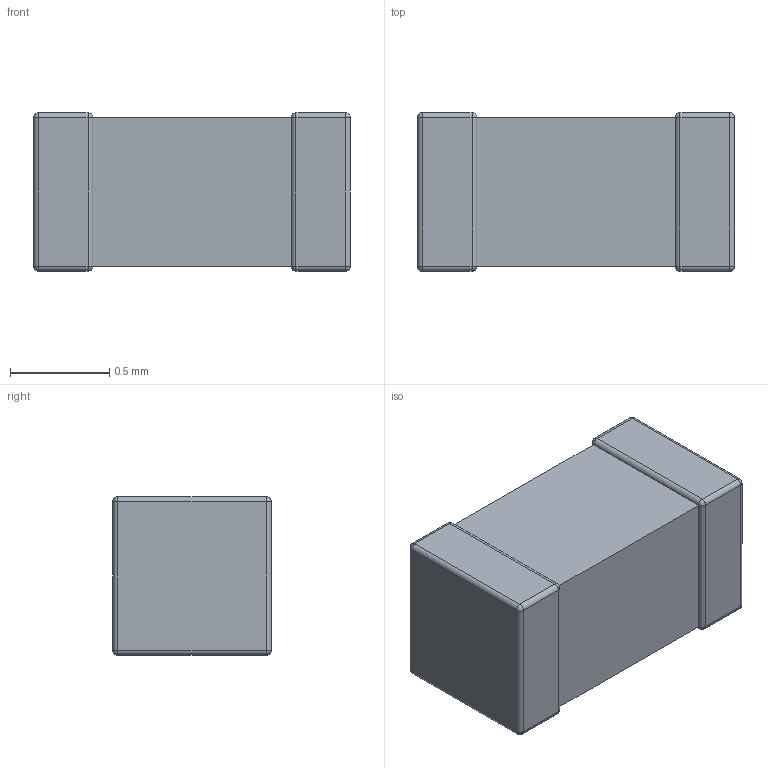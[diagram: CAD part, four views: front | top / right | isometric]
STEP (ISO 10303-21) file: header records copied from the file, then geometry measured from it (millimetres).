
FILE_DESCRIPTION(('STEP AP214'),'1');
FILE_NAME('Inductor 0603.STEP','2021-08-25T17:12:30',(' '),(' '),'Spatial InterOp 3D',' ',' ');
FILE_SCHEMA(('AUTOMOTIVE_DESIGN { 1 0 10303 214 1 1 1 1 }'));
Length unit declared in the file: metre
Products named in the file (4): Inductor 0603; Pad001; Cut
Assembly tree (3 placements, depth 3):
  Inductor 0603
    Inductor 0603
      Pad001
      Cut
Bounding box: 1.6 x 0.8 x 0.8 mm (x, y, z)
Volume: 0.9 mm3; surface area: 11.7 mm2
Topology: 3 solids, 3 shells, 66 faces, 124 edges, 64 vertices
Faces by surface type: plane 26, cylinder 24, sphere 16
Entity records: 2185 total; most frequent: DIRECTION 314, CARTESIAN_POINT 259, ORIENTED_EDGE 248, EDGE_CURVE 124, AXIS2_PLACEMENT_3D 119, LINE 76, VECTOR 76, ADVANCED_FACE 66
